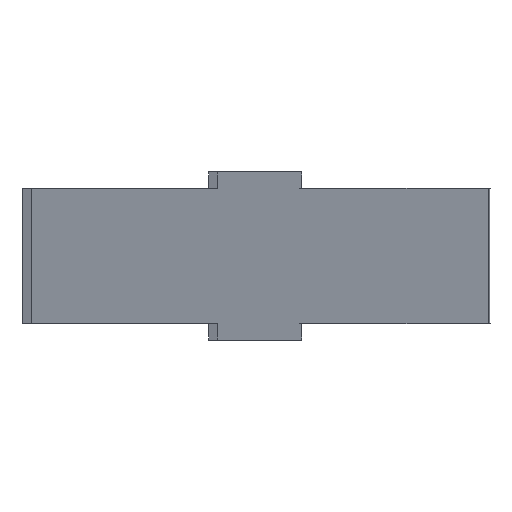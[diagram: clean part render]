
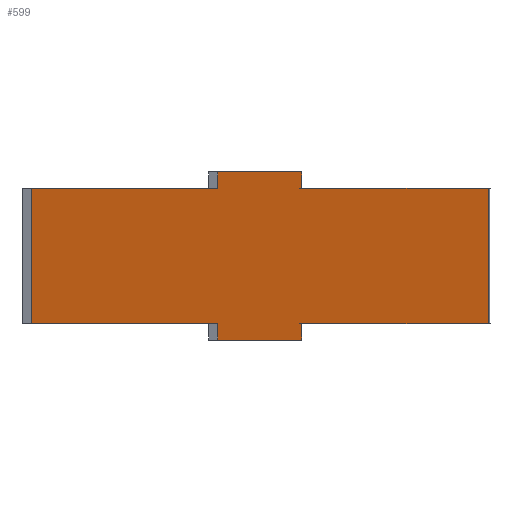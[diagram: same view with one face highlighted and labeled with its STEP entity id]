
A CAD part, left-side view. The second image highlights one B-rep face of the part: STEP entity #599.
In plain terms, the highlighted planar face has unit normal (-0.412, -0.911, 0).
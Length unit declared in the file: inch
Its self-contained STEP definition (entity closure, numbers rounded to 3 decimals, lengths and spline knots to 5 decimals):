
#3 = CARTESIAN_POINT ( 'NONE',  ( -3.10604, 1.40472, 1.12 ) ) ;
#19 = VECTOR ( 'NONE', #647, 39.37008 ) ;
#33 = CARTESIAN_POINT ( 'NONE',  ( -4.47277, 2.02282, 1.12 ) ) ;
#42 = AXIS2_PLACEMENT_3D ( 'NONE', #112, #426, #44 ) ;
#44 = DIRECTION ( 'NONE',  ( 0.911, -0.412, 0. ) ) ;
#46 = DIRECTION ( 'NONE',  ( -0.911, 0.412, 0. ) ) ;
#56 = VECTOR ( 'NONE', #662, 39.37008 ) ;
#59 = LINE ( 'NONE', #135, #327 ) ;
#70 = VECTOR ( 'NONE', #46, 39.37008 ) ;
#71 = CARTESIAN_POINT ( 'NONE',  ( -0.06181, 0.02795, 0. ) ) ;
#90 = LINE ( 'NONE', #694, #448 ) ;
#112 = CARTESIAN_POINT ( 'NONE',  ( 0., 0., 1. ) ) ;
#122 = EDGE_CURVE ( 'NONE', #601, #742, #564, .T. ) ;
#124 = LINE ( 'NONE', #802, #56 ) ;
#135 = CARTESIAN_POINT ( 'NONE',  ( -4.47277, 2.02282, 1.12 ) ) ;
#142 = ORIENTED_EDGE ( 'NONE', *, *, #183, .T. ) ;
#147 = VECTOR ( 'NONE', #656, 39.37008 ) ;
#183 = EDGE_CURVE ( 'NONE', #360, #742, #186, .T. ) ;
#186 = LINE ( 'NONE', #262, #19 ) ;
#191 = FACE_OUTER_BOUND ( 'NONE', #821, .T. ) ;
#193 = LINE ( 'NONE', #726, #70 ) ;
#198 = VECTOR ( 'NONE', #200, 39.37008 ) ;
#199 = CARTESIAN_POINT ( 'NONE',  ( -7.517, 3.39959, 0. ) ) ;
#200 = DIRECTION ( 'NONE',  ( -0.911, 0.412, 0. ) ) ;
#201 = EDGE_CURVE ( 'NONE', #868, #372, #269, .T. ) ;
#218 = DIRECTION ( 'NONE',  ( 0., 0., -1. ) ) ;
#219 = VERTEX_POINT ( 'NONE', #872 ) ;
#237 = EDGE_CURVE ( 'NONE', #561, #394, #359, .T. ) ;
#238 = CARTESIAN_POINT ( 'NONE',  ( -0.06181, 0.02795, 1. ) ) ;
#242 = EDGE_CURVE ( 'NONE', #219, #360, #942, .T. ) ;
#258 = EDGE_CURVE ( 'NONE', #394, #549, #124, .T. ) ;
#262 = CARTESIAN_POINT ( 'NONE',  ( -7.517, 3.39959, 1. ) ) ;
#264 = LINE ( 'NONE', #648, #797 ) ;
#266 = EDGE_CURVE ( 'NONE', #442, #282, #603, .T. ) ;
#269 = LINE ( 'NONE', #352, #701 ) ;
#277 = CARTESIAN_POINT ( 'NONE',  ( 0., 0., 1. ) ) ;
#282 = VERTEX_POINT ( 'NONE', #885 ) ;
#295 = VECTOR ( 'NONE', #876, 39.37008 ) ;
#298 = CARTESIAN_POINT ( 'NONE',  ( -7.517, 3.39959, 1. ) ) ;
#325 = VECTOR ( 'NONE', #218, 39.37008 ) ;
#327 = VECTOR ( 'NONE', #815, 39.37008 ) ;
#337 = CARTESIAN_POINT ( 'NONE',  ( -4.47277, 2.02282, -0.12 ) ) ;
#340 = ORIENTED_EDGE ( 'NONE', *, *, #354, .F. ) ;
#352 = CARTESIAN_POINT ( 'NONE',  ( -0.06181, 0.02795, 1. ) ) ;
#354 = EDGE_CURVE ( 'NONE', #664, #442, #466, .T. ) ;
#356 = CARTESIAN_POINT ( 'NONE',  ( -3.10604, 1.40472, -0.12 ) ) ;
#359 = LINE ( 'NONE', #356, #147 ) ;
#360 = VERTEX_POINT ( 'NONE', #298 ) ;
#372 = VERTEX_POINT ( 'NONE', #71 ) ;
#373 = CARTESIAN_POINT ( 'NONE',  ( -4.47277, 2.02282, 1.12 ) ) ;
#394 = VERTEX_POINT ( 'NONE', #763 ) ;
#400 = ORIENTED_EDGE ( 'NONE', *, *, #201, .F. ) ;
#402 = ORIENTED_EDGE ( 'NONE', *, *, #242, .T. ) ;
#405 = ORIENTED_EDGE ( 'NONE', *, *, #258, .F. ) ;
#426 = DIRECTION ( 'NONE',  ( -0.412, -0.911, 0. ) ) ;
#442 = VERTEX_POINT ( 'NONE', #563 ) ;
#448 = VECTOR ( 'NONE', #622, 39.37008 ) ;
#461 = ORIENTED_EDGE ( 'NONE', *, *, #683, .T. ) ;
#466 = LINE ( 'NONE', #373, #661 ) ;
#479 = EDGE_CURVE ( 'NONE', #549, #601, #90, .T. ) ;
#506 = PLANE ( 'NONE',  #42 ) ;
#542 = ORIENTED_EDGE ( 'NONE', *, *, #479, .F. ) ;
#549 = VERTEX_POINT ( 'NONE', #337 ) ;
#561 = VERTEX_POINT ( 'NONE', #574 ) ;
#563 = CARTESIAN_POINT ( 'NONE',  ( -3.10604, 1.40472, 1.12 ) ) ;
#564 = LINE ( 'NONE', #948, #295 ) ;
#574 = CARTESIAN_POINT ( 'NONE',  ( -3.10604, 1.40472, 0. ) ) ;
#576 = DIRECTION ( 'NONE',  ( -0.911, 0.412, 0. ) ) ;
#583 = DIRECTION ( 'NONE',  ( 0., 0., -1. ) ) ;
#599 = ADVANCED_FACE ( 'NONE', ( #191 ), #506, .T. ) ;
#601 = VERTEX_POINT ( 'NONE', #651 ) ;
#603 = LINE ( 'NONE', #3, #325 ) ;
#622 = DIRECTION ( 'NONE',  ( 0., 0., 1. ) ) ;
#647 = DIRECTION ( 'NONE',  ( 0., 0., -1. ) ) ;
#648 = CARTESIAN_POINT ( 'NONE',  ( 0., 0., 1. ) ) ;
#651 = CARTESIAN_POINT ( 'NONE',  ( -4.47277, 2.02282, 0. ) ) ;
#656 = DIRECTION ( 'NONE',  ( 0., 0., -1. ) ) ;
#661 = VECTOR ( 'NONE', #756, 39.37008 ) ;
#662 = DIRECTION ( 'NONE',  ( -0.911, 0.412, 0. ) ) ;
#664 = VERTEX_POINT ( 'NONE', #33 ) ;
#669 = ORIENTED_EDGE ( 'NONE', *, *, #730, .F. ) ;
#683 = EDGE_CURVE ( 'NONE', #868, #282, #264, .T. ) ;
#691 = EDGE_CURVE ( 'NONE', #372, #561, #193, .T. ) ;
#692 = ORIENTED_EDGE ( 'NONE', *, *, #122, .F. ) ;
#694 = CARTESIAN_POINT ( 'NONE',  ( -4.47277, 2.02282, -0.12 ) ) ;
#701 = VECTOR ( 'NONE', #583, 39.37008 ) ;
#726 = CARTESIAN_POINT ( 'NONE',  ( 0., 0., 0. ) ) ;
#730 = EDGE_CURVE ( 'NONE', #219, #664, #59, .T. ) ;
#742 = VERTEX_POINT ( 'NONE', #199 ) ;
#756 = DIRECTION ( 'NONE',  ( 0.911, -0.412, 0. ) ) ;
#763 = CARTESIAN_POINT ( 'NONE',  ( -3.10604, 1.40472, -0.12 ) ) ;
#797 = VECTOR ( 'NONE', #576, 39.37008 ) ;
#802 = CARTESIAN_POINT ( 'NONE',  ( -4.47277, 2.02282, -0.12 ) ) ;
#815 = DIRECTION ( 'NONE',  ( 0., 0., 1. ) ) ;
#821 = EDGE_LOOP ( 'NONE', ( #886, #400, #461, #857, #340, #669, #402, #142, #692, #542, #405, #941 ) ) ;
#857 = ORIENTED_EDGE ( 'NONE', *, *, #266, .F. ) ;
#868 = VERTEX_POINT ( 'NONE', #238 ) ;
#872 = CARTESIAN_POINT ( 'NONE',  ( -4.47277, 2.02282, 1. ) ) ;
#876 = DIRECTION ( 'NONE',  ( -0.911, 0.412, 0. ) ) ;
#885 = CARTESIAN_POINT ( 'NONE',  ( -3.10604, 1.40472, 1. ) ) ;
#886 = ORIENTED_EDGE ( 'NONE', *, *, #691, .F. ) ;
#941 = ORIENTED_EDGE ( 'NONE', *, *, #237, .F. ) ;
#942 = LINE ( 'NONE', #277, #198 ) ;
#948 = CARTESIAN_POINT ( 'NONE',  ( 0., 0., 0. ) ) ;
